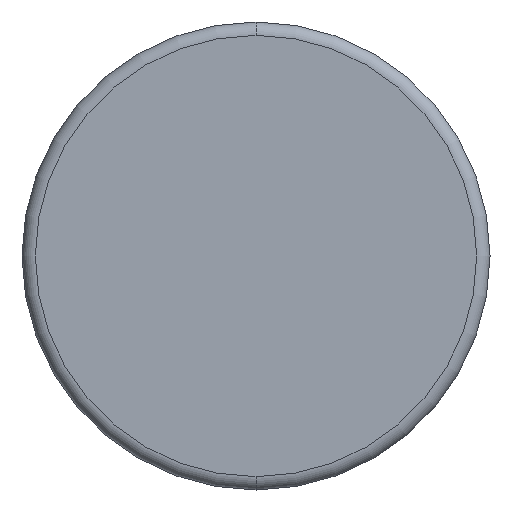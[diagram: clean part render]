
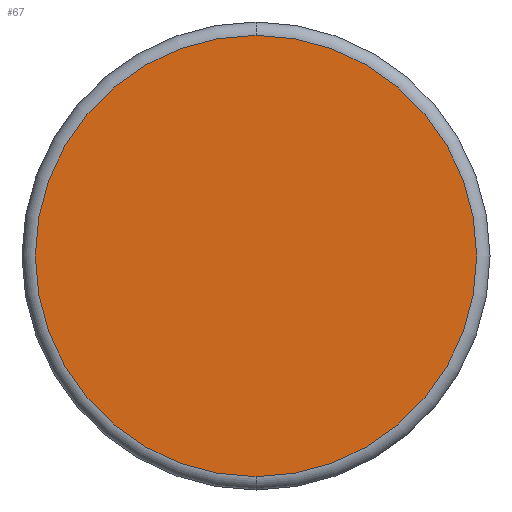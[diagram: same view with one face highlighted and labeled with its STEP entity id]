
A CAD part, front view. The second image highlights one B-rep face of the part: STEP entity #67.
In plain terms, the highlighted planar face has unit normal (0, -1, 0).
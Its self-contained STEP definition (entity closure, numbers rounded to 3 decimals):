
#24 = EDGE_LOOP ( 'NONE', ( #396, #453 ) ) ;
#67 = ADVANCED_FACE ( 'NONE', ( #246 ), #314, .F. ) ;
#91 = DIRECTION ( 'NONE',  ( 0., 0., 1. ) ) ;
#103 = AXIS2_PLACEMENT_3D ( 'NONE', #477, #348, #155 ) ;
#125 = CARTESIAN_POINT ( 'NONE',  ( 0., 0., 3.3 ) ) ;
#155 = DIRECTION ( 'NONE',  ( 0., 0., 1. ) ) ;
#157 = EDGE_CURVE ( 'NONE', #260, #360, #366, .T. ) ;
#160 = DIRECTION ( 'NONE',  ( 0., -1., 0. ) ) ;
#180 = EDGE_CURVE ( 'NONE', #360, #260, #285, .T. ) ;
#246 = FACE_OUTER_BOUND ( 'NONE', #24, .T. ) ;
#260 = VERTEX_POINT ( 'NONE', #125 ) ;
#285 = CIRCLE ( 'NONE', #392, 3.3 ) ;
#314 = PLANE ( 'NONE',  #103 ) ;
#316 = DIRECTION ( 'NONE',  ( 0., 0., 1. ) ) ;
#348 = DIRECTION ( 'NONE',  ( 0., 1., 0. ) ) ;
#353 = DIRECTION ( 'NONE',  ( 0., -1., 0. ) ) ;
#360 = VERTEX_POINT ( 'NONE', #451 ) ;
#366 = CIRCLE ( 'NONE', #373, 3.3 ) ;
#373 = AXIS2_PLACEMENT_3D ( 'NONE', #474, #160, #316 ) ;
#392 = AXIS2_PLACEMENT_3D ( 'NONE', #407, #353, #91 ) ;
#396 = ORIENTED_EDGE ( 'NONE', *, *, #157, .T. ) ;
#407 = CARTESIAN_POINT ( 'NONE',  ( 0., 0., 0. ) ) ;
#451 = CARTESIAN_POINT ( 'NONE',  ( 0., 0., -3.3 ) ) ;
#453 = ORIENTED_EDGE ( 'NONE', *, *, #180, .T. ) ;
#474 = CARTESIAN_POINT ( 'NONE',  ( 0., 0., 0. ) ) ;
#477 = CARTESIAN_POINT ( 'NONE',  ( 0., 0., 0. ) ) ;
